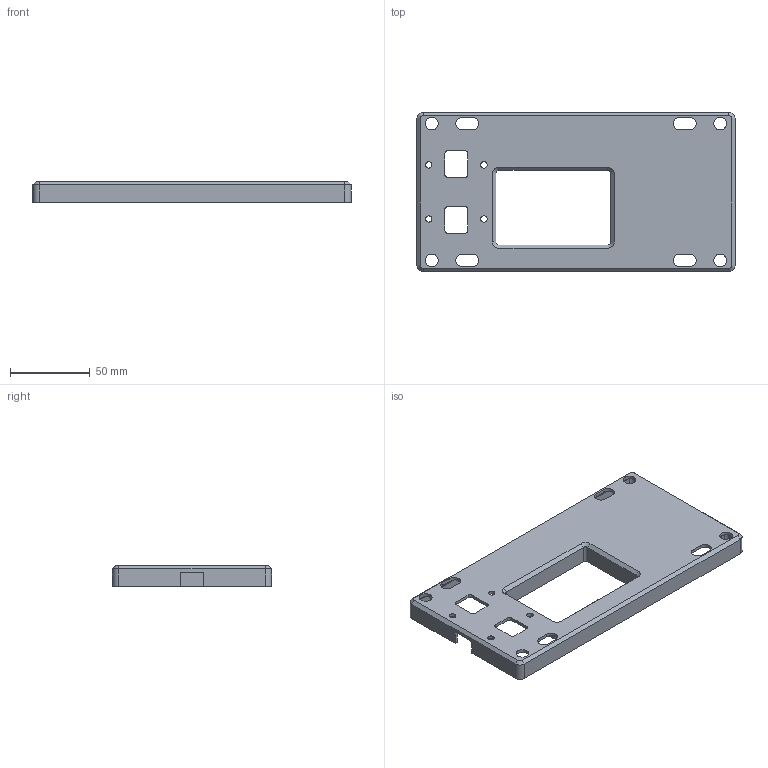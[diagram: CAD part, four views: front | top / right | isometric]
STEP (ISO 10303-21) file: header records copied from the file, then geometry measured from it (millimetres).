
FILE_DESCRIPTION(/* description */ (''),/* implementation_level */ '2;1');
FILE_NAME(/* name */ 'LeftFootCover.stp',/* time_stamp */ '2024-06-11T20:35:36+09:00',/* author */ ('masato'),/* organization */ (''),/* preprocessor_version */ 'ST-DEVELOPER v20',/* originating_system */ 'Autodesk Inventor 2024',/* authorisation */ '');
FILE_SCHEMA (('AUTOMOTIVE_DESIGN { 1 0 10303 214 3 1 1 }'));
Length unit declared in the file: millimetre
Products named in the file (1): LeftFootCover
Bounding box: 200 x 100 x 13 mm (x, y, z)
Volume: 50282.7 mm3; surface area: 50050.2 mm2
Topology: 1 solids, 1 shells, 157 faces, 413 edges, 254 vertices
Faces by surface type: cylinder 69, plane 60, sphere 12, torus 8, cone 8
Full cylindrical faces by diameter (mm): 4 x8, 8 x4
Entity records: 4976 total; most frequent: CARTESIAN_POINT 901, DIRECTION 883, ORIENTED_EDGE 826, EDGE_CURVE 413, AXIS2_PLACEMENT_3D 324, VERTEX_POINT 254, LINE 235, VECTOR 235
